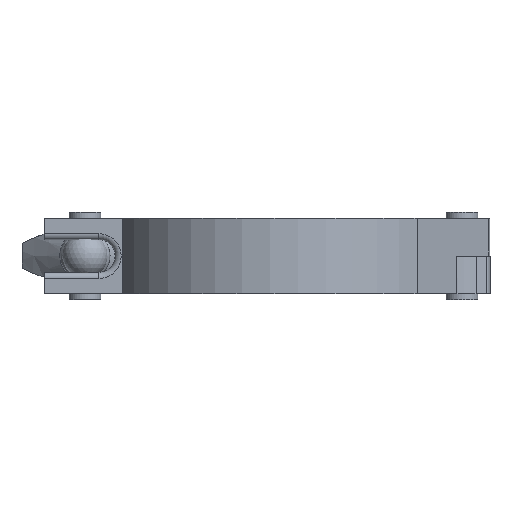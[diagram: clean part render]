
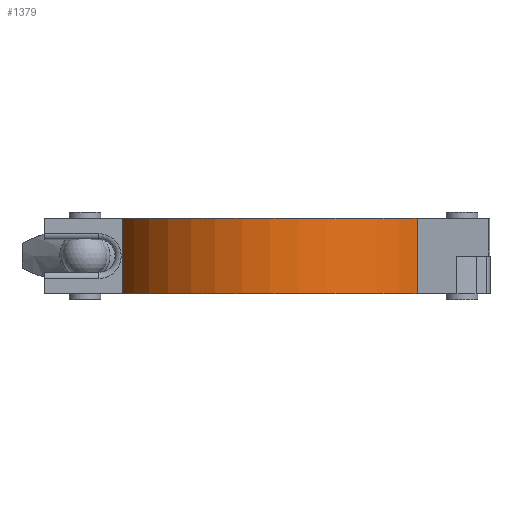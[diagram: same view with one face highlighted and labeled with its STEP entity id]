
A CAD part, front view. The second image highlights one B-rep face of the part: STEP entity #1379.
In plain terms, the highlighted cylindrical face has radius 42.36 mm (diameter 84.72 mm), a partial arc.
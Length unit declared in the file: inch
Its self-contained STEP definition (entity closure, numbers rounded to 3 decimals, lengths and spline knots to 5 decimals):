
#177=FACE_OUTER_BOUND('',#257,.T.);
#257=EDGE_LOOP('',(#1151,#1152,#1153,#1154));
#363=LINE('',#2403,#463);
#369=LINE('',#2419,#469);
#463=VECTOR('',#1943,0.3937);
#469=VECTOR('',#1963,0.3937);
#530=CIRCLE('',#1606,1.66772);
#535=CIRCLE('',#1618,1.66772);
#648=VERTEX_POINT('',#2383);
#649=VERTEX_POINT('',#2385);
#655=VERTEX_POINT('',#2401);
#658=VERTEX_POINT('',#2417);
#822=EDGE_CURVE('',#648,#649,#530,.T.);
#831=EDGE_CURVE('',#648,#655,#363,.T.);
#838=EDGE_CURVE('',#655,#658,#535,.T.);
#839=EDGE_CURVE('',#649,#658,#369,.T.);
#1151=ORIENTED_EDGE('',*,*,#838,.T.);
#1152=ORIENTED_EDGE('',*,*,#839,.F.);
#1153=ORIENTED_EDGE('',*,*,#822,.F.);
#1154=ORIENTED_EDGE('',*,*,#831,.T.);
#1320=CYLINDRICAL_SURFACE('',#1617,1.66772);
#1379=ADVANCED_FACE('',(#177),#1320,.T.);
#1606=AXIS2_PLACEMENT_3D('',#2386,#1926,#1927);
#1617=AXIS2_PLACEMENT_3D('',#2416,#1959,#1960);
#1618=AXIS2_PLACEMENT_3D('',#2418,#1961,#1962);
#1926=DIRECTION('center_axis',(0.,0.,-1.));
#1927=DIRECTION('ref_axis',(-0.806,-0.592,0.));
#1943=DIRECTION('',(0.,0.,1.));
#1959=DIRECTION('center_axis',(0.,0.,1.));
#1960=DIRECTION('ref_axis',(-0.806,-0.592,0.));
#1961=DIRECTION('center_axis',(0.,0.,-1.));
#1962=DIRECTION('ref_axis',(-0.806,-0.592,0.));
#1963=DIRECTION('',(0.,0.,1.));
#2383=CARTESIAN_POINT('',(0.775,0.375,0.));
#2385=CARTESIAN_POINT('',(3.69956,0.82972,0.));
#2386=CARTESIAN_POINT('Origin',(2.35542,-0.1575,0.));
#2401=CARTESIAN_POINT('',(0.775,0.375,0.75));
#2403=CARTESIAN_POINT('',(0.775,0.375,0.));
#2416=CARTESIAN_POINT('Origin',(2.35542,-0.1575,0.));
#2417=CARTESIAN_POINT('',(3.69956,0.82972,0.75));
#2418=CARTESIAN_POINT('Origin',(2.35542,-0.1575,0.75));
#2419=CARTESIAN_POINT('',(3.69956,0.82972,0.));
